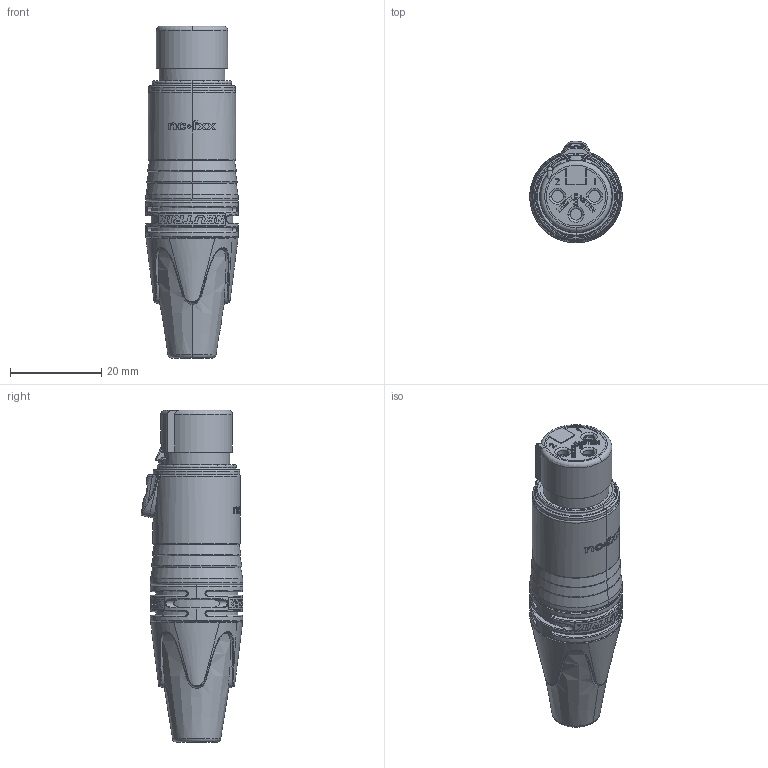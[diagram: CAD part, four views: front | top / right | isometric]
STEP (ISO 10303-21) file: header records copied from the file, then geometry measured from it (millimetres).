
FILE_DESCRIPTION((''),'2;1');
FILE_NAME('30010480','2023-04-18T12:14:08',('SYSTEM'),(''),'CREO PARAMETRIC BY PTC INC, 2021184','CREO PARAMETRIC BY PTC INC, 2021184','');
FILE_SCHEMA(('CONFIG_CONTROL_DESIGN'));
Products named in the file (1): 30010480
Bounding box: 20.33 x 22.36 x 72.94 mm (x, y, z)
Volume: 17270 mm3; surface area: 5170.3 mm2
Topology: 1 solids, 1 shells, 991 faces, 2606 edges, 1680 vertices
Faces by surface type: plane 518, bspline 177, cylinder 110, extrusion 110, torus 44, cone 25, sphere 5, revolution 2
Entity records: 44927 total; most frequent: CARTESIAN_POINT 22048, ORIENTED_EDGE 5210, DIRECTION 3927, EDGE_CURVE 2605, VERTEX_POINT 1680, VECTOR 1489, LINE 1379, AXIS2_PLACEMENT_3D 1218
